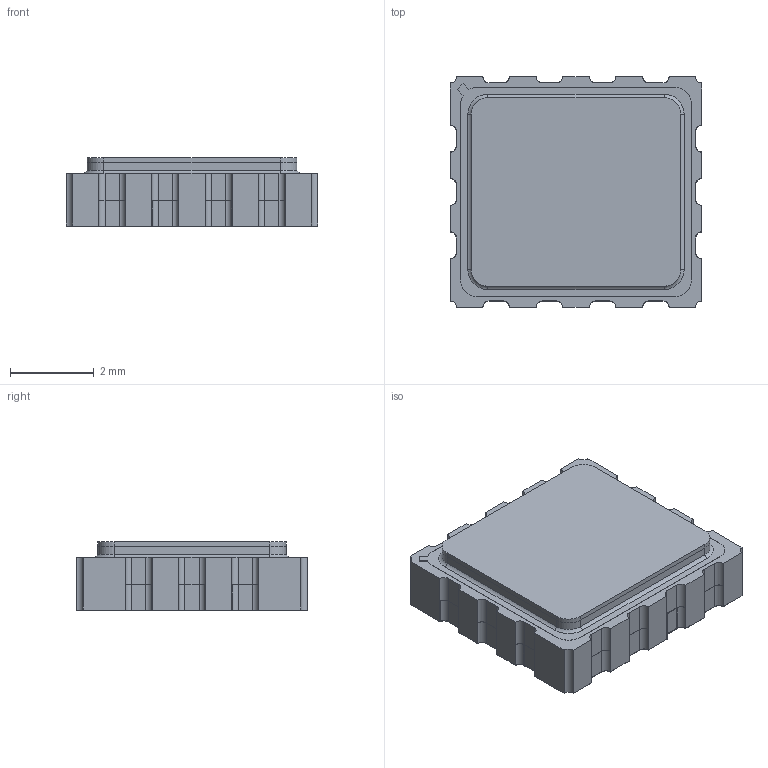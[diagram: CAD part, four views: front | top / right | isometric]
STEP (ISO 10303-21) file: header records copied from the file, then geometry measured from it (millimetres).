
FILE_DESCRIPTION((''),'2;1');
FILE_NAME('FFJ0014A_ASM','2017-06-28T',('a0412025'),(''),'CREO PARAMETRIC BY PTC INC, 2016050','CREO PARAMETRIC BY PTC INC, 2016050','');
FILE_SCHEMA(('AUTOMOTIVE_DESIGN { 1 0 10303 214 1 1 1 1 }'));
Length unit declared in the file: millimetre
Products named in the file (7): CERAMIC; METAL; TOP_METAL; SEALRING; LID; BRAZE; FFJ0014A_ASM
Assembly tree (6 placements, depth 2):
  FFJ0014A_ASM
    CERAMIC
    METAL
    TOP_METAL
    SEALRING
    LID
    BRAZE
Bounding box: 6 x 5.5 x 1.63 mm (x, y, z)
Volume: 48.4 mm3; surface area: 297 mm2
Topology: 20 solids, 20 shells, 356 faces, 943 edges, 626 vertices
Faces by surface type: plane 215, cylinder 137, torus 4
Entity records: 14420 total; most frequent: DIRECTION 1959, CARTESIAN_POINT 1957, ORIENTED_EDGE 1886, PRESENTATION_STYLE_ASSIGNMENT 963, STYLED_ITEM 963, CURVE_STYLE 943, EDGE_CURVE 943, VECTOR 665
